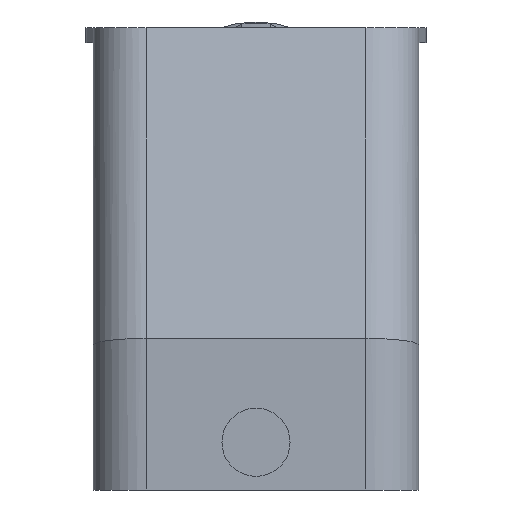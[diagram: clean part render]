
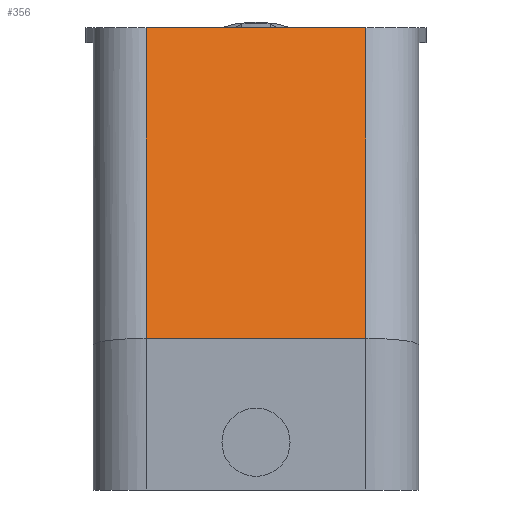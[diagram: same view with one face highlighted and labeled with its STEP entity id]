
A CAD part, left-side view. The second image highlights one B-rep face of the part: STEP entity #356.
In plain terms, the highlighted planar face has unit normal (-0.966, 0, 0.259).
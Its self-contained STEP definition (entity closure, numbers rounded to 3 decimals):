
#356 = ADVANCED_FACE( '', ( #806 ), #807, .T. );
#806 = FACE_OUTER_BOUND( '', #1346, .T. );
#807 = PLANE( '', #1347 );
#1346 = EDGE_LOOP( '', ( #2370, #2371, #2372, #2373 ) );
#1347 = AXIS2_PLACEMENT_3D( '', #2374, #2375, #2376 );
#2370 = ORIENTED_EDGE( '', *, *, #3305, .T. );
#2371 = ORIENTED_EDGE( '', *, *, #3576, .T. );
#2372 = ORIENTED_EDGE( '', *, *, #3266, .F. );
#2373 = ORIENTED_EDGE( '', *, *, #3524, .F. );
#2374 = CARTESIAN_POINT( '', ( -46.65, -21.5, 20. ) );
#2375 = DIRECTION( '', ( -0.966, 0., 0.259 ) );
#2376 = DIRECTION( '', ( 0.259, 0., 0.966 ) );
#3266 = EDGE_CURVE( '', #3904, #3905, #3906, .T. );
#3305 = EDGE_CURVE( '', #3970, #3806, #3971, .T. );
#3524 = EDGE_CURVE( '', #3970, #3904, #4320, .T. );
#3576 = EDGE_CURVE( '', #3806, #3905, #4390, .T. );
#3806 = VERTEX_POINT( '', #4667 );
#3904 = VERTEX_POINT( '', #4851 );
#3905 = VERTEX_POINT( '', #4852 );
#3906 = LINE( '', #4853, #4854 );
#3970 = VERTEX_POINT( '', #4959 );
#3971 = LINE( '', #4960, #4961 );
#4320 = LINE( '', #5458, #5459 );
#4390 = LINE( '', #5561, #5562 );
#4667 = CARTESIAN_POINT( '', ( -46.65, -14.5, 20. ) );
#4851 = CARTESIAN_POINT( '', ( -35.664, 14.5, 61. ) );
#4852 = CARTESIAN_POINT( '', ( -35.664, -14.5, 61. ) );
#4853 = CARTESIAN_POINT( '', ( -35.664, 0., 61. ) );
#4854 = VECTOR( '', #6042, 1000. );
#4959 = CARTESIAN_POINT( '', ( -46.65, 14.5, 20. ) );
#4960 = CARTESIAN_POINT( '', ( -46.65, 0., 20. ) );
#4961 = VECTOR( '', #6097, 1000. );
#5458 = CARTESIAN_POINT( '', ( -35.664, 14.5, 61. ) );
#5459 = VECTOR( '', #6321, 1000. );
#5561 = CARTESIAN_POINT( '', ( -35.664, -14.5, 61. ) );
#5562 = VECTOR( '', #6364, 1000. );
#6042 = DIRECTION( '', ( 0., -1., 0. ) );
#6097 = DIRECTION( '', ( 0., -1., 0. ) );
#6321 = DIRECTION( '', ( 0.259, 0., 0.966 ) );
#6364 = DIRECTION( '', ( 0.259, 0., 0.966 ) );
